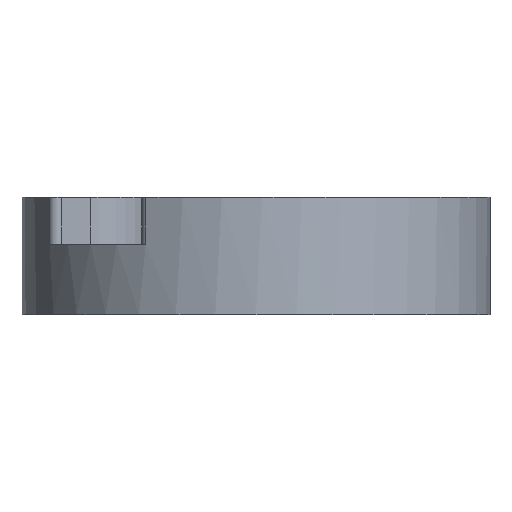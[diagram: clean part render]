
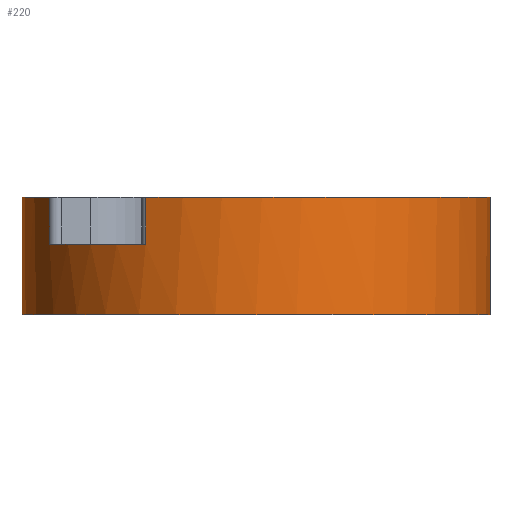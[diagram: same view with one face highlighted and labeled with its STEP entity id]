
A CAD part, front view. The second image highlights one B-rep face of the part: STEP entity #220.
In plain terms, the highlighted cylindrical face has radius 16 mm (diameter 32 mm), a partial arc.
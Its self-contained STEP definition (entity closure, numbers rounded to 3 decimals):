
#2 = FACE_OUTER_BOUND ( 'NONE', #636, .T. ) ;
#7 = CARTESIAN_POINT ( 'NONE',  ( 0., 0., 4.8 ) ) ;
#8 = DIRECTION ( 'NONE',  ( 0., 0., 1. ) ) ;
#22 = CARTESIAN_POINT ( 'NONE',  ( -7.542, -14.111, 8. ) ) ;
#23 = EDGE_CURVE ( 'NONE', #479, #221, #306, .T. ) ;
#30 = CARTESIAN_POINT ( 'NONE',  ( 0., 0., 8. ) ) ;
#32 = DIRECTION ( 'NONE',  ( 0., 0., -1. ) ) ;
#44 = AXIS2_PLACEMENT_3D ( 'NONE', #847, #308, #293 ) ;
#68 = CARTESIAN_POINT ( 'NONE',  ( 0., 0., 8. ) ) ;
#77 = DIRECTION ( 'NONE',  ( 0., 0., 1. ) ) ;
#79 = ORIENTED_EDGE ( 'NONE', *, *, #1184, .T. ) ;
#87 = ORIENTED_EDGE ( 'NONE', *, *, #433, .F. ) ;
#130 = CARTESIAN_POINT ( 'NONE',  ( -14.111, -7.542, 8. ) ) ;
#145 = EDGE_CURVE ( 'NONE', #603, #479, #779, .T. ) ;
#160 = CARTESIAN_POINT ( 'NONE',  ( 16., 0., 0. ) ) ;
#172 = ORIENTED_EDGE ( 'NONE', *, *, #23, .T. ) ;
#173 = CARTESIAN_POINT ( 'NONE',  ( -14.111, -7.542, 4.8 ) ) ;
#220 = ADVANCED_FACE ( 'NONE', ( #2 ), #753, .T. ) ;
#221 = VERTEX_POINT ( 'NONE', #130 ) ;
#239 = ORIENTED_EDGE ( 'NONE', *, *, #1136, .T. ) ;
#287 = CARTESIAN_POINT ( 'NONE',  ( -16., 0., 8. ) ) ;
#293 = DIRECTION ( 'NONE',  ( -1., 0., 0. ) ) ;
#299 = AXIS2_PLACEMENT_3D ( 'NONE', #68, #77, #527 ) ;
#302 = DIRECTION ( 'NONE',  ( 0., 0., 1. ) ) ;
#306 = LINE ( 'NONE', #991, #1007 ) ;
#308 = DIRECTION ( 'NONE',  ( 0., 0., -1. ) ) ;
#320 = VECTOR ( 'NONE', #32, 1000. ) ;
#361 = DIRECTION ( 'NONE',  ( 0., 0., 1. ) ) ;
#368 = CIRCLE ( 'NONE', #590, 16. ) ;
#398 = LINE ( 'NONE', #538, #446 ) ;
#421 = ORIENTED_EDGE ( 'NONE', *, *, #145, .T. ) ;
#433 = EDGE_CURVE ( 'NONE', #615, #221, #1005, .T. ) ;
#446 = VECTOR ( 'NONE', #447, 1000. ) ;
#447 = DIRECTION ( 'NONE',  ( 0., 0., -1. ) ) ;
#454 = ORIENTED_EDGE ( 'NONE', *, *, #754, .T. ) ;
#459 = DIRECTION ( 'NONE',  ( 0., 0., -1. ) ) ;
#477 = CARTESIAN_POINT ( 'NONE',  ( -7.542, -14.111, 8. ) ) ;
#479 = VERTEX_POINT ( 'NONE', #173 ) ;
#493 = ORIENTED_EDGE ( 'NONE', *, *, #660, .F. ) ;
#506 = VERTEX_POINT ( 'NONE', #160 ) ;
#527 = DIRECTION ( 'NONE',  ( 1., 0., 0. ) ) ;
#536 = CARTESIAN_POINT ( 'NONE',  ( -16., 0., 8. ) ) ;
#538 = CARTESIAN_POINT ( 'NONE',  ( 16., 0., 8. ) ) ;
#590 = AXIS2_PLACEMENT_3D ( 'NONE', #921, #8, #665 ) ;
#603 = VERTEX_POINT ( 'NONE', #1090 ) ;
#615 = VERTEX_POINT ( 'NONE', #287 ) ;
#631 = VERTEX_POINT ( 'NONE', #1024 ) ;
#636 = EDGE_LOOP ( 'NONE', ( #1097, #493, #454, #421, #172, #87, #239, #79 ) ) ;
#657 = CIRCLE ( 'NONE', #757, 16. ) ;
#660 = EDGE_CURVE ( 'NONE', #741, #631, #657, .T. ) ;
#665 = DIRECTION ( 'NONE',  ( 1., 0., 0. ) ) ;
#734 = DIRECTION ( 'NONE',  ( 0., 0., -1. ) ) ;
#741 = VERTEX_POINT ( 'NONE', #22 ) ;
#753 = CYLINDRICAL_SURFACE ( 'NONE', #44, 16. ) ;
#754 = EDGE_CURVE ( 'NONE', #741, #603, #898, .T. ) ;
#757 = AXIS2_PLACEMENT_3D ( 'NONE', #30, #302, #854 ) ;
#779 = CIRCLE ( 'NONE', #1069, 16. ) ;
#812 = VERTEX_POINT ( 'NONE', #1157 ) ;
#847 = CARTESIAN_POINT ( 'NONE',  ( 0., 0., 8. ) ) ;
#854 = DIRECTION ( 'NONE',  ( 1., 0., 0. ) ) ;
#898 = LINE ( 'NONE', #477, #320 ) ;
#916 = VECTOR ( 'NONE', #734, 1000. ) ;
#921 = CARTESIAN_POINT ( 'NONE',  ( 0., 0., 0. ) ) ;
#991 = CARTESIAN_POINT ( 'NONE',  ( -14.111, -7.542, 8. ) ) ;
#1005 = CIRCLE ( 'NONE', #299, 16. ) ;
#1007 = VECTOR ( 'NONE', #361, 1000. ) ;
#1024 = CARTESIAN_POINT ( 'NONE',  ( 16., 0., 8. ) ) ;
#1069 = AXIS2_PLACEMENT_3D ( 'NONE', #7, #459, #1108 ) ;
#1090 = CARTESIAN_POINT ( 'NONE',  ( -7.542, -14.111, 4.8 ) ) ;
#1093 = EDGE_CURVE ( 'NONE', #631, #506, #398, .T. ) ;
#1097 = ORIENTED_EDGE ( 'NONE', *, *, #1093, .F. ) ;
#1102 = LINE ( 'NONE', #536, #916 ) ;
#1108 = DIRECTION ( 'NONE',  ( 1., 0., 0. ) ) ;
#1136 = EDGE_CURVE ( 'NONE', #615, #812, #1102, .T. ) ;
#1157 = CARTESIAN_POINT ( 'NONE',  ( -16., 0., 0. ) ) ;
#1184 = EDGE_CURVE ( 'NONE', #812, #506, #368, .T. ) ;
